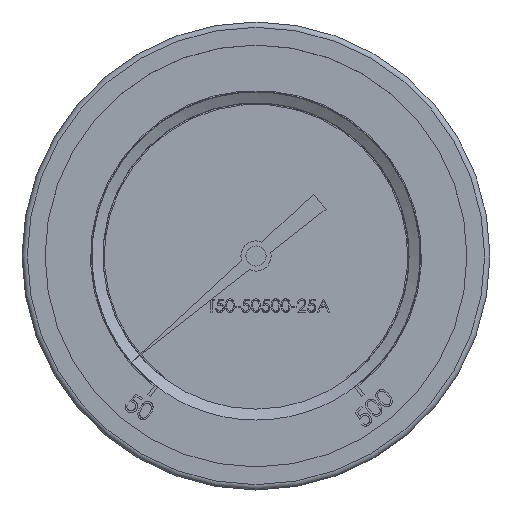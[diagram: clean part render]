
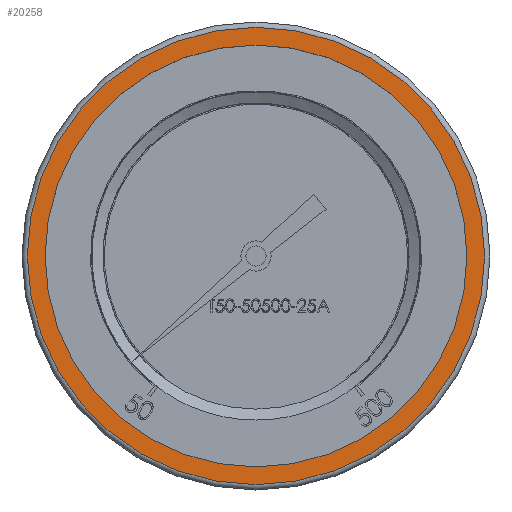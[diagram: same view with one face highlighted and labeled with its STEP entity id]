
A CAD part, top view. The second image highlights one B-rep face of the part: STEP entity #20258.
In plain terms, the highlighted planar face has unit normal (0, 0, 1).
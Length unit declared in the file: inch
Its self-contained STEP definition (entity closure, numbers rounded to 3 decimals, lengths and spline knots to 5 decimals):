
#365 = CARTESIAN_POINT ( 'NONE',  ( -2.58, 0., 0. ) ) ;
#581 = DIRECTION ( 'NONE',  ( 0., 0., 1. ) ) ;
#2155 = DIRECTION ( 'NONE',  ( -1., 0., 0. ) ) ;
#4557 = DIRECTION ( 'NONE',  ( -1., 0., 0. ) ) ;
#4625 = FACE_BOUND ( 'NONE', #20317, .T. ) ;
#5443 = ORIENTED_EDGE ( 'NONE', *, *, #22758, .F. ) ;
#8274 = AXIS2_PLACEMENT_3D ( 'NONE', #17078, #581, #4557 ) ;
#8664 = FACE_OUTER_BOUND ( 'NONE', #12945, .T. ) ;
#9158 = CIRCLE ( 'NONE', #9590, 2.58 ) ;
#9466 = CARTESIAN_POINT ( 'NONE',  ( -2.38, 0., 0. ) ) ;
#9590 = AXIS2_PLACEMENT_3D ( 'NONE', #14609, #10194, #20651 ) ;
#10013 = EDGE_CURVE ( 'NONE', #19400, #19400, #9158, .T. ) ;
#10194 = DIRECTION ( 'NONE',  ( 0., 0., 1. ) ) ;
#10743 = DIRECTION ( 'NONE',  ( 0., 0., -1. ) ) ;
#12945 = EDGE_LOOP ( 'NONE', ( #26183 ) ) ;
#13461 = VERTEX_POINT ( 'NONE', #9466 ) ;
#13579 = CIRCLE ( 'NONE', #8274, 2.38 ) ;
#14609 = CARTESIAN_POINT ( 'NONE',  ( 0., 0., 0. ) ) ;
#17078 = CARTESIAN_POINT ( 'NONE',  ( 0., 0., 0. ) ) ;
#19400 = VERTEX_POINT ( 'NONE', #365 ) ;
#20258 = ADVANCED_FACE ( 'NONE', ( #8664, #4625 ), #21212, .F. ) ;
#20317 = EDGE_LOOP ( 'NONE', ( #5443 ) ) ;
#20651 = DIRECTION ( 'NONE',  ( -1., 0., 0. ) ) ;
#21212 = PLANE ( 'NONE',  #23035 ) ;
#22758 = EDGE_CURVE ( 'NONE', #13461, #13461, #13579, .T. ) ;
#23035 = AXIS2_PLACEMENT_3D ( 'NONE', #25357, #10743, #2155 ) ;
#25357 = CARTESIAN_POINT ( 'NONE',  ( 0., 0., 0. ) ) ;
#26183 = ORIENTED_EDGE ( 'NONE', *, *, #10013, .T. ) ;
